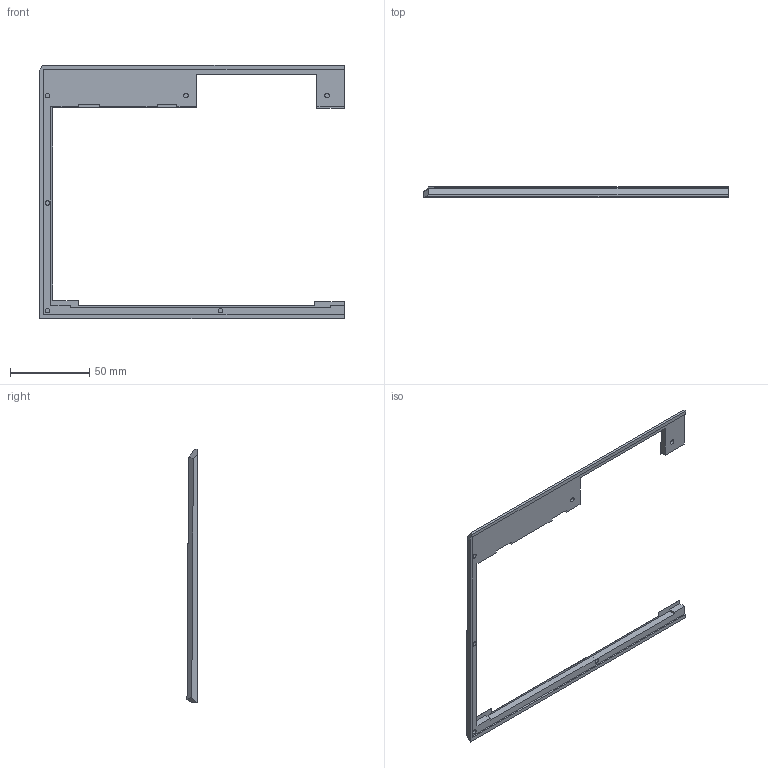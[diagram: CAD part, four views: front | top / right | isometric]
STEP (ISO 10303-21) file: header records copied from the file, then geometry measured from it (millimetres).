
FILE_DESCRIPTION(/* description */ (''),/* implementation_level */ '2;1');
FILE_NAME(/* name */ '7Left.stp',/* time_stamp */ '2022-10-31T15:22:16+00:00',/* author */ ('benka'),/* organization */ (''),/* preprocessor_version */ 'ST-DEVELOPER v18.1',/* originating_system */ 'Autodesk Inventor 2022',/* authorisation */ '');
FILE_SCHEMA (('CONFIG_CONTROL_DESIGN'));
Length unit declared in the file: millimetre
Products named in the file (1): Bezel
Bounding box: 192.05 x 6.33 x 159.53 mm (x, y, z)
Volume: 24857.9 mm3; surface area: 17682.8 mm2
Topology: 1 solids, 1 shells, 80 faces, 207 edges, 137 vertices
Faces by surface type: plane 72, cylinder 8
Full cylindrical faces by diameter (mm): 2 x2, 2.9 x6
Entity records: 2513 total; most frequent: CARTESIAN_POINT 425, ORIENTED_EDGE 414, DIRECTION 385, EDGE_CURVE 207, LINE 191, VECTOR 191, VERTEX_POINT 137, AXIS2_PLACEMENT_3D 97
